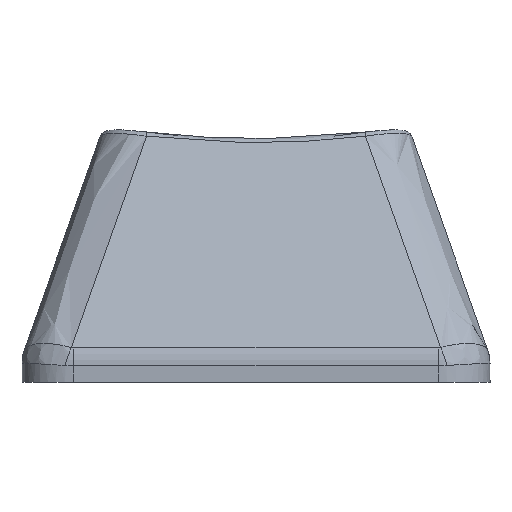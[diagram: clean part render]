
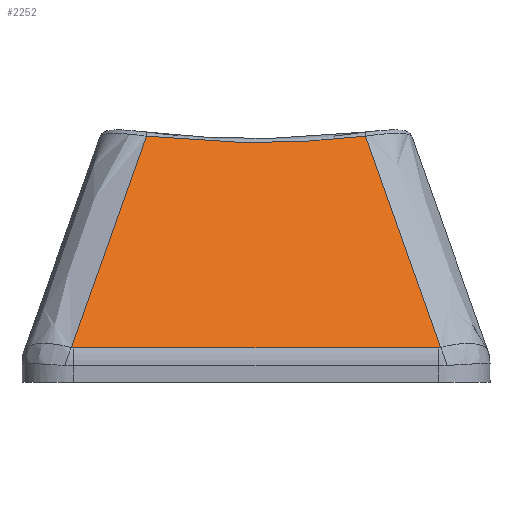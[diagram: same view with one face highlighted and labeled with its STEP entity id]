
A CAD part, front view. The second image highlights one B-rep face of the part: STEP entity #2252.
In plain terms, the highlighted planar face has unit normal (0, -0.886, 0.463).
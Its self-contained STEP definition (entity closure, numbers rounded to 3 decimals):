
#14=PLANE('',#2386);
#165=ELLIPSE('',#2379,1.08,0.5);
#167=ELLIPSE('',#2384,1.08,0.5);
#187=LINE('',#4088,#308);
#308=VECTOR('',#2548,10.);
#449=FACE_OUTER_BOUND('',#566,.T.);
#566=EDGE_LOOP('',(#1741,#1742,#1743,#1744,#1745,#1746));
#766=B_SPLINE_CURVE_WITH_KNOTS('',3,(#4248,#4249,#4250,#4251),
 .UNSPECIFIED.,.F.,.F.,(4,4),(-1.029,-0.059),
 .UNSPECIFIED.);
#768=B_SPLINE_CURVE_WITH_KNOTS('',3,(#4259,#4260,#4261,#4262),
 .UNSPECIFIED.,.F.,.F.,(4,4),(0.059,1.029),
 .UNSPECIFIED.);
#769=B_SPLINE_CURVE_WITH_KNOTS('',3,(#4263,#4264,#4265,#4266),
 .UNSPECIFIED.,.F.,.F.,(4,4),(-0.853,0.),.UNSPECIFIED.);
#974=VERTEX_POINT('',#4044);
#978=VERTEX_POINT('',#4078);
#980=VERTEX_POINT('',#4084);
#982=VERTEX_POINT('',#4105);
#988=VERTEX_POINT('',#4247);
#989=VERTEX_POINT('',#4258);
#1256=EDGE_CURVE('',#974,#978,#165,.T.);
#1259=EDGE_CURVE('',#978,#980,#187,.T.);
#1262=EDGE_CURVE('',#980,#982,#167,.T.);
#1273=EDGE_CURVE('',#982,#988,#766,.T.);
#1275=EDGE_CURVE('',#989,#974,#768,.T.);
#1276=EDGE_CURVE('',#988,#989,#769,.T.);
#1741=ORIENTED_EDGE('',*,*,#1262,.F.);
#1742=ORIENTED_EDGE('',*,*,#1259,.F.);
#1743=ORIENTED_EDGE('',*,*,#1256,.F.);
#1744=ORIENTED_EDGE('',*,*,#1275,.F.);
#1745=ORIENTED_EDGE('',*,*,#1276,.F.);
#1746=ORIENTED_EDGE('',*,*,#1273,.F.);
#2252=ADVANCED_FACE('',(#449),#14,.T.);
#2379=AXIS2_PLACEMENT_3D('',#4082,#2541,#2542);
#2384=AXIS2_PLACEMENT_3D('',#4109,#2553,#2554);
#2386=AXIS2_PLACEMENT_3D('',#4257,#2557,#2558);
#2541=DIRECTION('center_axis',(0.,0.886,-0.463));
#2542=DIRECTION('ref_axis',(0.,-0.463,-0.886));
#2548=DIRECTION('',(-1.,0.,0.));
#2553=DIRECTION('center_axis',(0.,0.886,-0.463));
#2554=DIRECTION('ref_axis',(0.,-0.463,-0.886));
#2557=DIRECTION('center_axis',(0.,-0.886,
0.463));
#2558=DIRECTION('ref_axis',(0.,-0.463,-0.886));
#4044=CARTESIAN_POINT('',(7.166,-18.428,0.34));
#4078=CARTESIAN_POINT('',(7.081,-18.435,0.326));
#4082=CARTESIAN_POINT('Origin',(7.081,-17.935,1.284));
#4084=CARTESIAN_POINT('',(-7.081,-18.435,0.326));
#4088=CARTESIAN_POINT('',(7.525,-18.435,0.326));
#4105=CARTESIAN_POINT('',(-7.166,-18.428,0.34));
#4109=CARTESIAN_POINT('Origin',(-7.081,-17.935,1.284));
#4247=CARTESIAN_POINT('',(-4.251,-14.142,8.545));
#4248=CARTESIAN_POINT('Ctrl Pts',(-7.166,-18.428,0.34));
#4249=CARTESIAN_POINT('Ctrl Pts',(-6.197,-16.999,3.076));
#4250=CARTESIAN_POINT('Ctrl Pts',(-5.225,-15.57,5.811));
#4251=CARTESIAN_POINT('Ctrl Pts',(-4.251,-14.142,8.545));
#4257=CARTESIAN_POINT('Origin',(5.969,-13.915,8.98));
#4258=CARTESIAN_POINT('',(4.251,-14.142,8.545));
#4259=CARTESIAN_POINT('Ctrl Pts',(4.251,-14.142,8.545));
#4260=CARTESIAN_POINT('Ctrl Pts',(5.225,-15.57,5.811));
#4261=CARTESIAN_POINT('Ctrl Pts',(6.197,-16.999,3.076));
#4262=CARTESIAN_POINT('Ctrl Pts',(7.166,-18.428,0.34));
#4263=CARTESIAN_POINT('Ctrl Pts',(-4.251,-14.142,8.545));
#4264=CARTESIAN_POINT('Ctrl Pts',(-1.434,-14.317,8.211));
#4265=CARTESIAN_POINT('Ctrl Pts',(1.434,-14.317,8.211));
#4266=CARTESIAN_POINT('Ctrl Pts',(4.251,-14.142,8.545));
